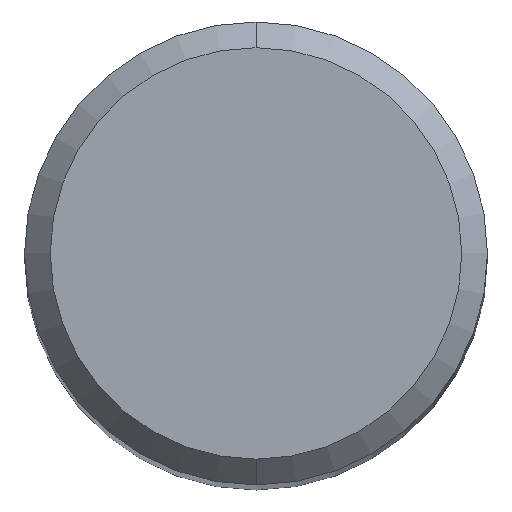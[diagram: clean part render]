
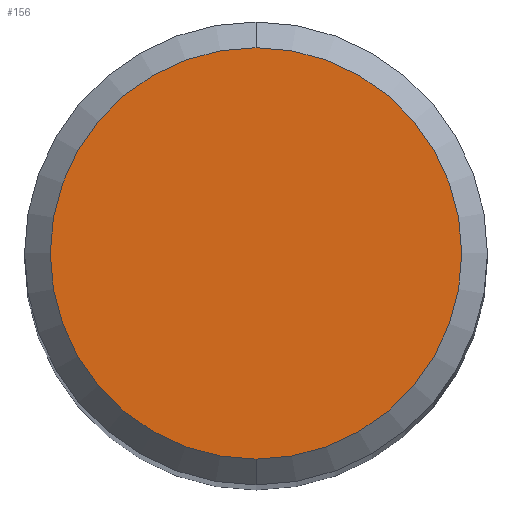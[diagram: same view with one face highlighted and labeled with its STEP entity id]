
A CAD part, top view. The second image highlights one B-rep face of the part: STEP entity #156.
In plain terms, the highlighted planar face has unit normal (0, 0, 1).
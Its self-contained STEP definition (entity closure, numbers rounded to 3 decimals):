
#114=EDGE_CURVE('',#208,#196,#262,.T.);
#156=ADVANCED_FACE('',(#307),#308,.T.);
#196=VERTEX_POINT('',#357);
#208=VERTEX_POINT('',#370);
#220=EDGE_CURVE('',#196,#208,#382,.T.);
#262=CIRCLE('',#423,4.0);
#307=FACE_OUTER_BOUND('',#481,.T.);
#308=PLANE('',#482);
#357=CARTESIAN_POINT('',(0.,-4.0,0.0));
#370=CARTESIAN_POINT('',(0.0,4.0,0.0));
#382=CIRCLE('',#574,4.0);
#423=AXIS2_PLACEMENT_3D('',#601,#602,#603);
#481=EDGE_LOOP('',(#650,#651));
#482=AXIS2_PLACEMENT_3D('',#652,#653,#654);
#574=AXIS2_PLACEMENT_3D('',#755,#756,#757);
#601=CARTESIAN_POINT('',(0.0,0.0,0.0));
#602=DIRECTION('',(0.0,0.0,-1.0));
#603=DIRECTION('',(0.0,1.0,0.0));
#650=ORIENTED_EDGE('',*,*,#114,.F.);
#651=ORIENTED_EDGE('',*,*,#220,.F.);
#652=CARTESIAN_POINT('',(0.0,2.0,0.0));
#653=DIRECTION('',(-0.0,0.0,1.0));
#654=DIRECTION('',(0.0,-1.0,0.0));
#755=CARTESIAN_POINT('',(0.0,0.0,0.0));
#756=DIRECTION('',(0.0,0.0,-1.0));
#757=DIRECTION('',(0.0,1.0,0.0));
